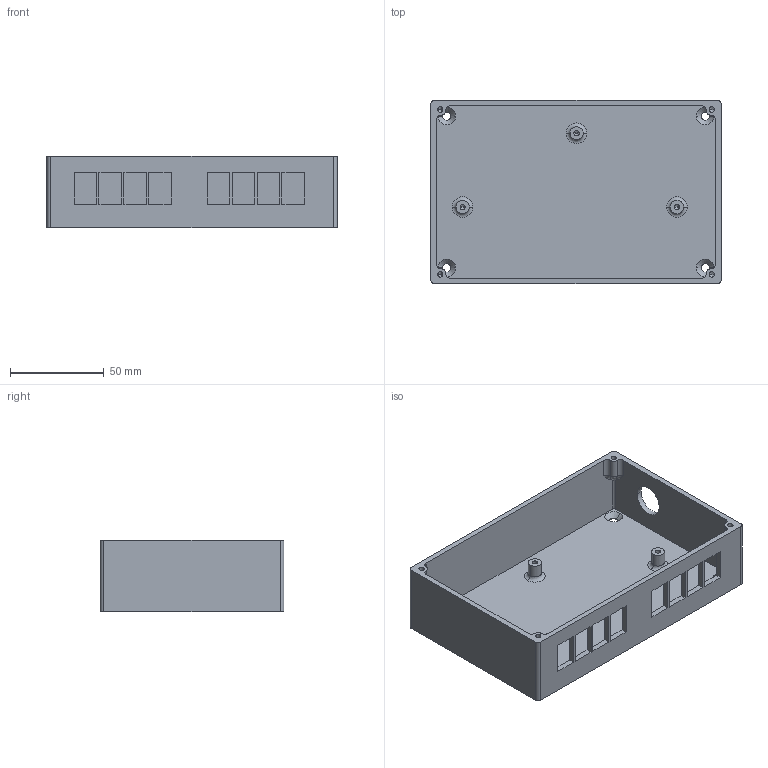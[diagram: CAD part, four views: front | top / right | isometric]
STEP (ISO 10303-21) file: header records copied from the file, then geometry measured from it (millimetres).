
FILE_DESCRIPTION (( 'STEP AP203' ), '1' );
FILE_NAME ('Obudowa dolna_v2.STEP', '2023-04-23T12:10:17', ( '' ), ( '' ), 'SwSTEP 2.0', 'SolidWorks 2022', '' );
FILE_SCHEMA (( 'CONFIG_CONTROL_DESIGN' ));
Length unit declared in the file: millimetre
Products named in the file (1): Obudowa dolna_v2
Bounding box: 155 x 98 x 38 mm (x, y, z)
Volume: 93365.2 mm3; surface area: 65380 mm2
Topology: 1 solids, 1 shells, 140 faces, 366 edges, 221 vertices
Faces by surface type: cylinder 50, plane 50, cone 22, torus 14, bspline 4
Entity records: 4745 total; most frequent: CARTESIAN_POINT 1234, DIRECTION 726, ORIENTED_EDGE 696, EDGE_CURVE 348, AXIS2_PLACEMENT_3D 265, VERTEX_POINT 221, LINE 196, VECTOR 196
